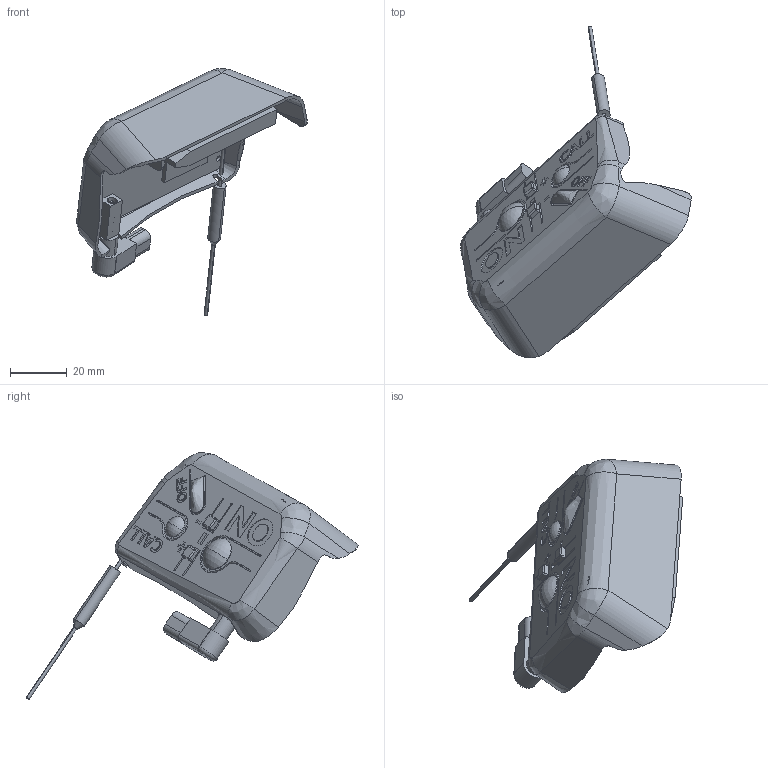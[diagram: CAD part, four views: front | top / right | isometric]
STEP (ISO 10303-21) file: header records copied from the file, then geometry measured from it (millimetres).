
FILE_DESCRIPTION (( 'STEP AP203' ), '1' );
FILE_NAME ('Assem1.STEP', '2022-08-29T10:39:59', ( '' ), ( '' ), 'SwSTEP 2.0', 'SolidWorks 2018', '' );
FILE_SCHEMA (( 'CONFIG_CONTROL_DESIGN' ));
Length unit declared in the file: millimetre
Products named in the file (6): lipo850mAh30x50x6; bumps; pcb; 3.5mmJack; Assem1; cover
Assembly tree (5 placements, depth 2):
  Assem1
    pcb
    lipo850mAh30x50x6
    3.5mmJack
    cover
    bumps
Bounding box: 81 x 116.52 x 86.64 mm (x, y, z)
Volume: 24292.9 mm3; surface area: 27548.7 mm2
Topology: 19 solids, 19 shells, 710 faces, 1746 edges, 1118 vertices
Faces by surface type: plane 397, cylinder 184, bspline 78, cone 30, sphere 12, torus 9
Entity records: 26213 total; most frequent: CARTESIAN_POINT 9328, ORIENTED_EDGE 3476, DIRECTION 3129, EDGE_CURVE 1738, VERTEX_POINT 1118, VECTOR 1111, LINE 1111, AXIS2_PLACEMENT_3D 1009
